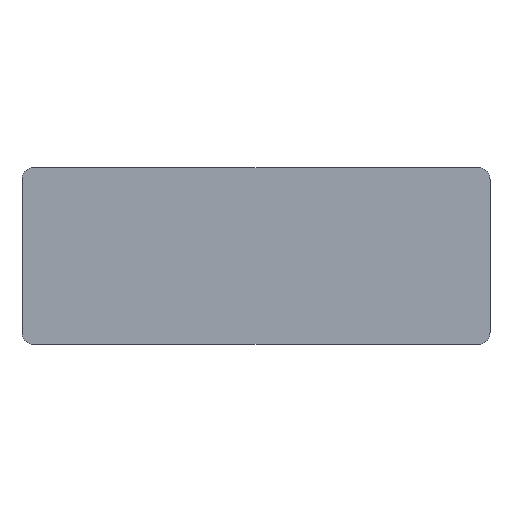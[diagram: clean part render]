
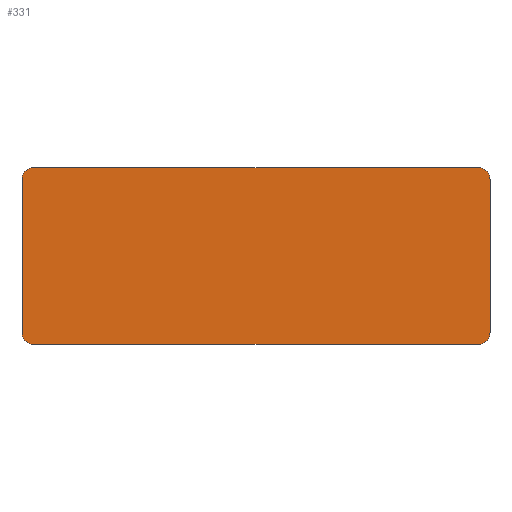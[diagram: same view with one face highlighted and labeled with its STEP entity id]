
A CAD part, top view. The second image highlights one B-rep face of the part: STEP entity #331.
In plain terms, the highlighted planar face has unit normal (0, 0, 1).
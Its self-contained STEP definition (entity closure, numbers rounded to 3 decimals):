
#125=CARTESIAN_POINT('',(-28.25,11.25,0.85));
#126=VERTEX_POINT('',#125);
#127=CARTESIAN_POINT('',(28.25,11.25,0.85));
#128=VERTEX_POINT('',#127);
#129=CARTESIAN_POINT('',(-28.25,11.25,0.85));
#130=DIRECTION('',(1.0,0.0,0.0));
#131=VECTOR('',#130,56.5);
#132=LINE('',#129,#131);
#133=EDGE_CURVE('',#126,#128,#132,.T.);
#156=CARTESIAN_POINT('',(29.75,9.75,0.85));
#157=VERTEX_POINT('',#156);
#158=CARTESIAN_POINT('',(28.25,9.75,0.85));
#159=DIRECTION('',(0.0,0.0,-1.0));
#160=DIRECTION('',(1.0,0.0,0.0));
#161=AXIS2_PLACEMENT_3D('',#158,#159,#160);
#162=CIRCLE('',#161,1.5);
#163=EDGE_CURVE('',#128,#157,#162,.T.);
#181=CARTESIAN_POINT('',(29.75,-9.75,0.85));
#182=VERTEX_POINT('',#181);
#183=CARTESIAN_POINT('',(29.75,9.75,0.85));
#184=DIRECTION('',(0.0,-1.0,0.0));
#185=VECTOR('',#184,19.5);
#186=LINE('',#183,#185);
#187=EDGE_CURVE('',#157,#182,#186,.T.);
#205=CARTESIAN_POINT('',(28.25,-11.25,0.85));
#206=VERTEX_POINT('',#205);
#207=CARTESIAN_POINT('',(28.25,-9.75,0.85));
#208=DIRECTION('',(0.0,0.0,-1.0));
#209=DIRECTION('',(0.0,-1.0,0.0));
#210=AXIS2_PLACEMENT_3D('',#207,#208,#209);
#211=CIRCLE('',#210,1.5);
#212=EDGE_CURVE('',#182,#206,#211,.T.);
#230=CARTESIAN_POINT('',(-28.25,-11.25,0.85));
#231=VERTEX_POINT('',#230);
#232=CARTESIAN_POINT('',(28.25,-11.25,0.85));
#233=DIRECTION('',(-1.0,0.0,0.0));
#234=VECTOR('',#233,56.5);
#235=LINE('',#232,#234);
#236=EDGE_CURVE('',#206,#231,#235,.T.);
#254=CARTESIAN_POINT('',(-29.75,-9.75,0.85));
#255=VERTEX_POINT('',#254);
#256=CARTESIAN_POINT('',(-28.25,-9.75,0.85));
#257=DIRECTION('',(0.0,0.0,-1.0));
#258=DIRECTION('',(-1.0,0.0,0.0));
#259=AXIS2_PLACEMENT_3D('',#256,#257,#258);
#260=CIRCLE('',#259,1.5);
#261=EDGE_CURVE('',#231,#255,#260,.T.);
#279=CARTESIAN_POINT('',(-29.75,9.75,0.85));
#280=VERTEX_POINT('',#279);
#281=CARTESIAN_POINT('',(-29.75,-9.75,0.85));
#282=DIRECTION('',(0.0,1.0,0.0));
#283=VECTOR('',#282,19.5);
#284=LINE('',#281,#283);
#285=EDGE_CURVE('',#255,#280,#284,.T.);
#303=CARTESIAN_POINT('',(-28.25,9.75,0.85));
#304=DIRECTION('',(0.0,0.0,-1.0));
#305=DIRECTION('',(0.0,1.0,0.0));
#306=AXIS2_PLACEMENT_3D('',#303,#304,#305);
#307=CIRCLE('',#306,1.5);
#308=EDGE_CURVE('',#280,#126,#307,.T.);
#316=CARTESIAN_POINT('',(0.,0.,0.85));
#317=DIRECTION('',(0.0,0.0,1.0));
#318=DIRECTION('',(1.0,0.0,0.0));
#319=AXIS2_PLACEMENT_3D('',#316,#317,#318);
#320=PLANE('',#319);
#321=ORIENTED_EDGE('',*,*,#133,.F.);
#322=ORIENTED_EDGE('',*,*,#308,.F.);
#323=ORIENTED_EDGE('',*,*,#285,.F.);
#324=ORIENTED_EDGE('',*,*,#261,.F.);
#325=ORIENTED_EDGE('',*,*,#236,.F.);
#326=ORIENTED_EDGE('',*,*,#212,.F.);
#327=ORIENTED_EDGE('',*,*,#187,.F.);
#328=ORIENTED_EDGE('',*,*,#163,.F.);
#329=EDGE_LOOP('',(#321,#322,#323,#324,#325,#326,#327,#328));
#330=FACE_OUTER_BOUND('',#329,.T.);
#331=ADVANCED_FACE('',(#330),#320,.T.);
